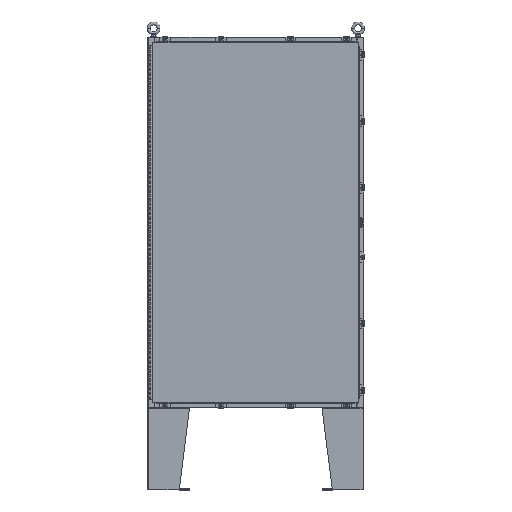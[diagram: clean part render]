
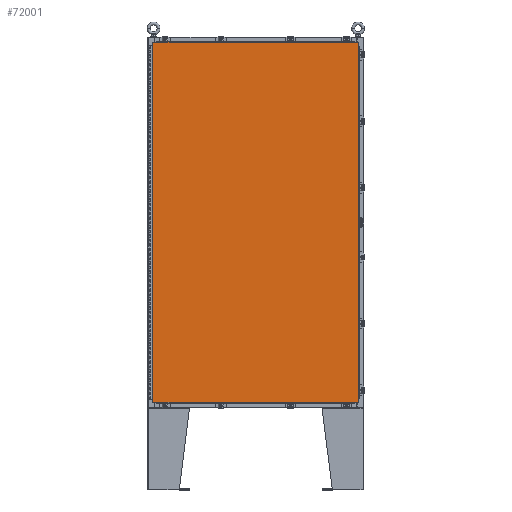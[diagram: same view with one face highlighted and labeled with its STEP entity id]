
A CAD part, top view. The second image highlights one B-rep face of the part: STEP entity #72001.
In plain terms, the highlighted planar face has unit normal (0, 0, 1).
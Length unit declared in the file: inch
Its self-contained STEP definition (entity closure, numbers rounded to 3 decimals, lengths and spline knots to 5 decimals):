
#2047 = DIRECTION ( 'NONE',  ( 0., 1., 0. ) ) ;
#3046 = FACE_OUTER_BOUND ( 'NONE', #32729, .T. ) ;
#4569 = VERTEX_POINT ( 'NONE', #63838 ) ;
#4898 = EDGE_CURVE ( 'NONE', #35787, #25661, #35523, .T. ) ;
#4971 = LINE ( 'NONE', #37478, #65848 ) ;
#6377 = AXIS2_PLACEMENT_3D ( 'NONE', #9226, #50401, #15162 ) ;
#7435 = EDGE_CURVE ( 'NONE', #4569, #35787, #74776, .T. ) ;
#9226 = CARTESIAN_POINT ( 'NONE',  ( 0., 0., 0. ) ) ;
#10610 = LINE ( 'NONE', #46278, #57508 ) ;
#12091 = CARTESIAN_POINT ( 'NONE',  ( 19.9903, 35.0063, 0. ) ) ;
#14441 = CARTESIAN_POINT ( 'NONE',  ( -19.9903, -35.0063, 0. ) ) ;
#15162 = DIRECTION ( 'NONE',  ( -1., 0., 0. ) ) ;
#17072 = ORIENTED_EDGE ( 'NONE', *, *, #7435, .T. ) ;
#20495 = EDGE_CURVE ( 'NONE', #76802, #4569, #10610, .T. ) ;
#21644 = VECTOR ( 'NONE', #27266, 39.37008 ) ;
#25661 = VERTEX_POINT ( 'NONE', #64172 ) ;
#27266 = DIRECTION ( 'NONE',  ( 1., 0., 0. ) ) ;
#29362 = CARTESIAN_POINT ( 'NONE',  ( -19.9903, 35.0063, 0. ) ) ;
#32729 = EDGE_LOOP ( 'NONE', ( #39999, #63935, #56556, #17072 ) ) ;
#35523 = LINE ( 'NONE', #14441, #21644 ) ;
#35787 = VERTEX_POINT ( 'NONE', #38413 ) ;
#37478 = CARTESIAN_POINT ( 'NONE',  ( 19.9903, -35.0063, 0. ) ) ;
#38413 = CARTESIAN_POINT ( 'NONE',  ( -19.9903, -35.0063, 0. ) ) ;
#39999 = ORIENTED_EDGE ( 'NONE', *, *, #4898, .T. ) ;
#43275 = VECTOR ( 'NONE', #75747, 39.37008 ) ;
#44743 = DIRECTION ( 'NONE',  ( -1., 0., 0. ) ) ;
#46278 = CARTESIAN_POINT ( 'NONE',  ( 19.9903, 35.0063, 0. ) ) ;
#50401 = DIRECTION ( 'NONE',  ( 0., 0., -1. ) ) ;
#56556 = ORIENTED_EDGE ( 'NONE', *, *, #20495, .T. ) ;
#57508 = VECTOR ( 'NONE', #44743, 39.37008 ) ;
#63838 = CARTESIAN_POINT ( 'NONE',  ( -19.9903, 35.0063, 0. ) ) ;
#63935 = ORIENTED_EDGE ( 'NONE', *, *, #65653, .T. ) ;
#64172 = CARTESIAN_POINT ( 'NONE',  ( 19.9903, -35.0063, 0. ) ) ;
#65653 = EDGE_CURVE ( 'NONE', #25661, #76802, #4971, .T. ) ;
#65848 = VECTOR ( 'NONE', #2047, 39.37008 ) ;
#72001 = ADVANCED_FACE ( 'NONE', ( #3046 ), #74051, .F. ) ;
#74051 = PLANE ( 'NONE',  #6377 ) ;
#74776 = LINE ( 'NONE', #29362, #43275 ) ;
#75747 = DIRECTION ( 'NONE',  ( 0., -1., 0. ) ) ;
#76802 = VERTEX_POINT ( 'NONE', #12091 ) ;
